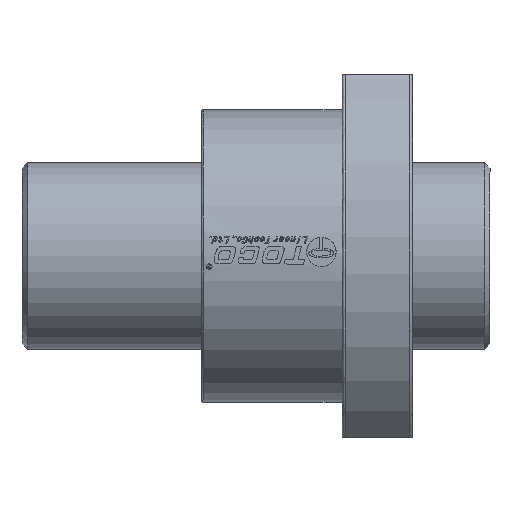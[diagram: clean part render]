
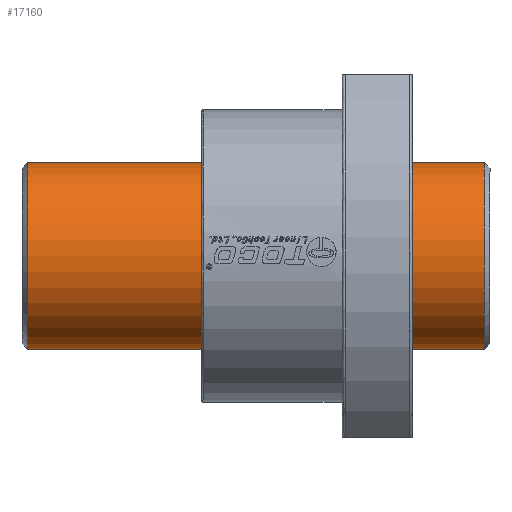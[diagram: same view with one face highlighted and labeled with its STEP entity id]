
A CAD part, top view. The second image highlights one B-rep face of the part: STEP entity #17160.
In plain terms, the highlighted cylindrical face has radius 16 mm (diameter 32 mm), a partial arc.
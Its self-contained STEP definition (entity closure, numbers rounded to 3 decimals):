
#323 = ORIENTED_EDGE ( 'NONE', *, *, #4396, .T. ) ;
#2170 = CARTESIAN_POINT ( 'NONE',  ( -1., 16., 0. ) ) ;
#2713 = EDGE_CURVE ( 'NONE', #20201, #3170, #11993, .T. ) ;
#2731 = EDGE_LOOP ( 'NONE', ( #6204, #10277, #323, #17322 ) ) ;
#3170 = VERTEX_POINT ( 'NONE', #2170 ) ;
#3183 = CARTESIAN_POINT ( 'NONE',  ( -79., -16., 0. ) ) ;
#3813 = CARTESIAN_POINT ( 'NONE',  ( -80., 0., 0. ) ) ;
#4396 = EDGE_CURVE ( 'NONE', #13415, #3170, #5300, .T. ) ;
#4656 = CARTESIAN_POINT ( 'NONE',  ( -80., 16., 0. ) ) ;
#5143 = AXIS2_PLACEMENT_3D ( 'NONE', #3813, #5628, #20063 ) ;
#5300 = CIRCLE ( 'NONE', #20101, 16. ) ;
#5628 = DIRECTION ( 'NONE',  ( 1., 0., 0. ) ) ;
#6204 = ORIENTED_EDGE ( 'NONE', *, *, #16989, .T. ) ;
#6375 = AXIS2_PLACEMENT_3D ( 'NONE', #8411, #17495, #15520 ) ;
#7184 = DIRECTION ( 'NONE',  ( 1., 0., 0. ) ) ;
#8168 = DIRECTION ( 'NONE',  ( 0., 1., 0. ) ) ;
#8411 = CARTESIAN_POINT ( 'NONE',  ( -79., 0., 0. ) ) ;
#10277 = ORIENTED_EDGE ( 'NONE', *, *, #17722, .T. ) ;
#11993 = LINE ( 'NONE', #4656, #21111 ) ;
#13415 = VERTEX_POINT ( 'NONE', #15838 ) ;
#15520 = DIRECTION ( 'NONE',  ( 0., 1., 0. ) ) ;
#15596 = CYLINDRICAL_SURFACE ( 'NONE', #5143, 16. ) ;
#15838 = CARTESIAN_POINT ( 'NONE',  ( -1., -16., 0. ) ) ;
#16015 = DIRECTION ( 'NONE',  ( 1., 0., 0. ) ) ;
#16989 = EDGE_CURVE ( 'NONE', #20201, #20588, #18723, .T. ) ;
#17160 = ADVANCED_FACE ( 'NONE', ( #23624 ), #15596, .T. ) ;
#17322 = ORIENTED_EDGE ( 'NONE', *, *, #2713, .F. ) ;
#17495 = DIRECTION ( 'NONE',  ( 1., 0., 0. ) ) ;
#17722 = EDGE_CURVE ( 'NONE', #20588, #13415, #21867, .T. ) ;
#18723 = CIRCLE ( 'NONE', #6375, 16. ) ;
#19168 = CARTESIAN_POINT ( 'NONE',  ( -1., 0., 0. ) ) ;
#19865 = CARTESIAN_POINT ( 'NONE',  ( -80., -16., 0. ) ) ;
#20063 = DIRECTION ( 'NONE',  ( 0., 1., 0. ) ) ;
#20101 = AXIS2_PLACEMENT_3D ( 'NONE', #19168, #22786, #8168 ) ;
#20201 = VERTEX_POINT ( 'NONE', #22093 ) ;
#20588 = VERTEX_POINT ( 'NONE', #3183 ) ;
#21111 = VECTOR ( 'NONE', #16015, 1000. ) ;
#21867 = LINE ( 'NONE', #19865, #22443 ) ;
#22093 = CARTESIAN_POINT ( 'NONE',  ( -79., 16., 0. ) ) ;
#22443 = VECTOR ( 'NONE', #7184, 1000. ) ;
#22786 = DIRECTION ( 'NONE',  ( -1., 0., 0. ) ) ;
#23624 = FACE_OUTER_BOUND ( 'NONE', #2731, .T. ) ;
